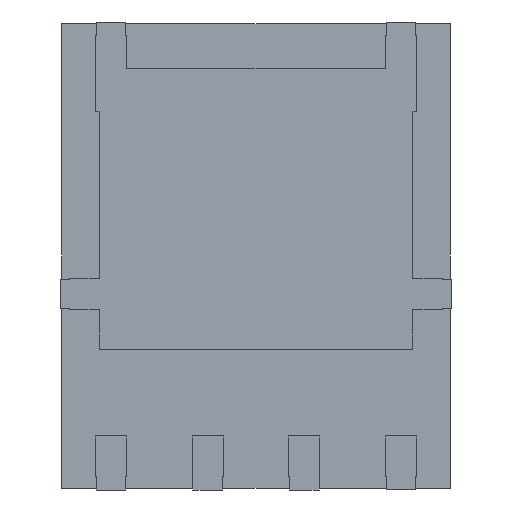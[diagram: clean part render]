
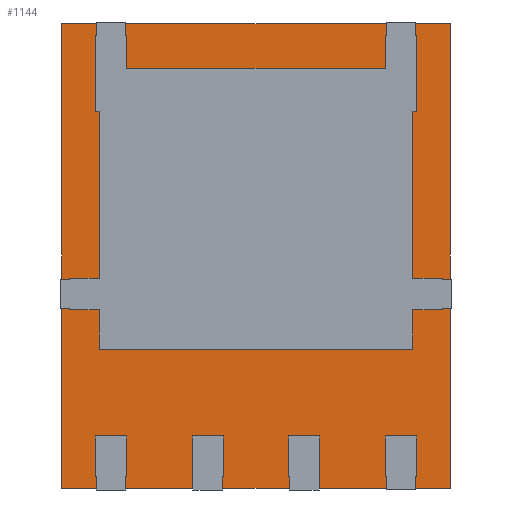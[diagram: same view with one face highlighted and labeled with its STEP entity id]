
A CAD part, front view. The second image highlights one B-rep face of the part: STEP entity #1144.
In plain terms, the highlighted planar face has unit normal (0, -1, 0).
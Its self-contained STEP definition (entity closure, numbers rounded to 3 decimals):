
#8 = CARTESIAN_POINT ( 'NONE',  ( 0., 0., -6.1 ) ) ;
#34 = CARTESIAN_POINT ( 'NONE',  ( 0., 0., 0. ) ) ;
#60 = DIRECTION ( 'NONE',  ( 1., 0., 0. ) ) ;
#244 = EDGE_CURVE ( 'NONE', #711, #1568, #1083, .T. ) ;
#252 = LINE ( 'NONE', #756, #757 ) ;
#312 = LINE ( 'NONE', #440, #1566 ) ;
#440 = CARTESIAN_POINT ( 'NONE',  ( -5.1, 0., 0. ) ) ;
#449 = EDGE_CURVE ( 'NONE', #2564, #2671, #1124, .T. ) ;
#465 = VECTOR ( 'NONE', #2903, 1000. ) ;
#530 = FACE_OUTER_BOUND ( 'NONE', #2827, .T. ) ;
#711 = VERTEX_POINT ( 'NONE', #1243 ) ;
#717 = EDGE_CURVE ( 'NONE', #1568, #2564, #252, .T. ) ;
#756 = CARTESIAN_POINT ( 'NONE',  ( 0., 0., 0. ) ) ;
#757 = VECTOR ( 'NONE', #944, 1000. ) ;
#939 = DIRECTION ( 'NONE',  ( 0., 0., 1. ) ) ;
#944 = DIRECTION ( 'NONE',  ( 0., 0., -1. ) ) ;
#1016 = DIRECTION ( 'NONE',  ( 0., 1., 0. ) ) ;
#1083 = LINE ( 'NONE', #34, #1759 ) ;
#1124 = LINE ( 'NONE', #8, #465 ) ;
#1128 = CARTESIAN_POINT ( 'NONE',  ( 0., 0., -6.1 ) ) ;
#1144 = ADVANCED_FACE ( 'NONE', ( #530 ), #1815, .F. ) ;
#1243 = CARTESIAN_POINT ( 'NONE',  ( -5.1, 0., 0. ) ) ;
#1530 = CARTESIAN_POINT ( 'NONE',  ( 0., 0., 0. ) ) ;
#1566 = VECTOR ( 'NONE', #2620, 1000. ) ;
#1568 = VERTEX_POINT ( 'NONE', #2785 ) ;
#1646 = ORIENTED_EDGE ( 'NONE', *, *, #717, .F. ) ;
#1739 = ORIENTED_EDGE ( 'NONE', *, *, #244, .F. ) ;
#1759 = VECTOR ( 'NONE', #60, 1000. ) ;
#1815 = PLANE ( 'NONE',  #2550 ) ;
#1846 = ORIENTED_EDGE ( 'NONE', *, *, #2668, .F. ) ;
#2550 = AXIS2_PLACEMENT_3D ( 'NONE', #1530, #1016, #939 ) ;
#2564 = VERTEX_POINT ( 'NONE', #1128 ) ;
#2620 = DIRECTION ( 'NONE',  ( 0., 0., 1. ) ) ;
#2668 = EDGE_CURVE ( 'NONE', #2671, #711, #312, .T. ) ;
#2671 = VERTEX_POINT ( 'NONE', #2884 ) ;
#2785 = CARTESIAN_POINT ( 'NONE',  ( 0., 0., 0. ) ) ;
#2827 = EDGE_LOOP ( 'NONE', ( #1646, #1739, #1846, #2847 ) ) ;
#2847 = ORIENTED_EDGE ( 'NONE', *, *, #449, .F. ) ;
#2884 = CARTESIAN_POINT ( 'NONE',  ( -5.1, 0., -6.1 ) ) ;
#2903 = DIRECTION ( 'NONE',  ( -1., 0., 0. ) ) ;
